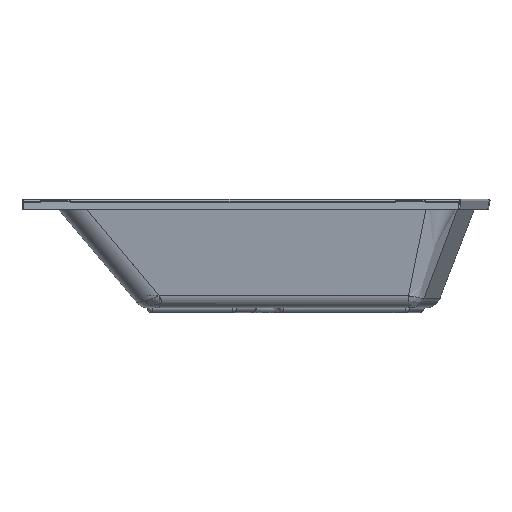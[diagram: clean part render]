
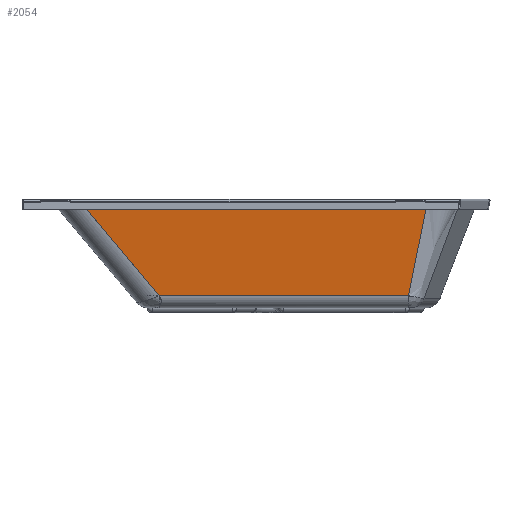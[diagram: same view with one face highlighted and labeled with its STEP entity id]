
A CAD part, left-side view. The second image highlights one B-rep face of the part: STEP entity #2054.
In plain terms, the highlighted planar face has unit normal (-0.993, 0, -0.122).
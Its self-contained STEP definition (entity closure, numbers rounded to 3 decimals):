
#339=CARTESIAN_POINT('',(1048.434,-81.293,188.297));
#340=VERTEX_POINT('',#339);
#814=CARTESIAN_POINT('',(1000.953,243.19,575.));
#815=VERTEX_POINT('',#814);
#816=CARTESIAN_POINT('',(1048.434,-81.293,188.297));
#817=DIRECTION('',(-0.094,0.64,0.763));
#818=VECTOR('',#817,507.033);
#819=LINE('',#816,#818);
#820=EDGE_CURVE('',#815,#340,#819,.F.);
#846=CARTESIAN_POINT('',(1048.434,-1093.385,188.297));
#847=VERTEX_POINT('',#846);
#855=CARTESIAN_POINT('',(1048.434,-81.293,188.297));
#856=DIRECTION('',(0.0,-1.0,0.0));
#857=VECTOR('',#856,1012.093);
#858=LINE('',#855,#857);
#859=EDGE_CURVE('',#847,#340,#858,.F.);
#2031=CARTESIAN_POINT('',(1000.414,0.0,579.391));
#2032=DIRECTION('',(-0.993,0.0,-0.122));
#2033=DIRECTION('',(-0.122,0.0,0.993));
#2034=AXIS2_PLACEMENT_3D('',#2031,#2032,#2033);
#2035=PLANE('',#2034);
#2036=ORIENTED_EDGE('',*,*,#820,.T.);
#2037=ORIENTED_EDGE('',*,*,#859,.F.);
#2038=CARTESIAN_POINT('',(1000.953,-1172.013,575.));
#2039=VERTEX_POINT('',#2038);
#2040=CARTESIAN_POINT('',(1000.953,-1172.013,575.));
#2041=DIRECTION('',(0.119,0.198,-0.973));
#2042=VECTOR('',#2041,397.462);
#2043=LINE('',#2040,#2042);
#2044=EDGE_CURVE('',#2039,#847,#2043,.T.);
#2045=ORIENTED_EDGE('',*,*,#2044,.F.);
#2046=CARTESIAN_POINT('',(1000.953,-1172.013,575.0));
#2047=DIRECTION('',(0.0,1.0,0.0));
#2048=VECTOR('',#2047,1415.203);
#2049=LINE('',#2046,#2048);
#2050=EDGE_CURVE('',#815,#2039,#2049,.F.);
#2051=ORIENTED_EDGE('',*,*,#2050,.F.);
#2052=EDGE_LOOP('',(#2036,#2037,#2045,#2051));
#2053=FACE_OUTER_BOUND('',#2052,.T.);
#2054=ADVANCED_FACE('',(#2053),#2035,.T.);
